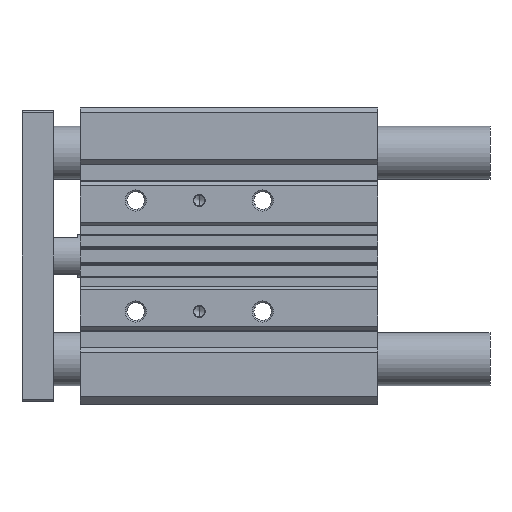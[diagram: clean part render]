
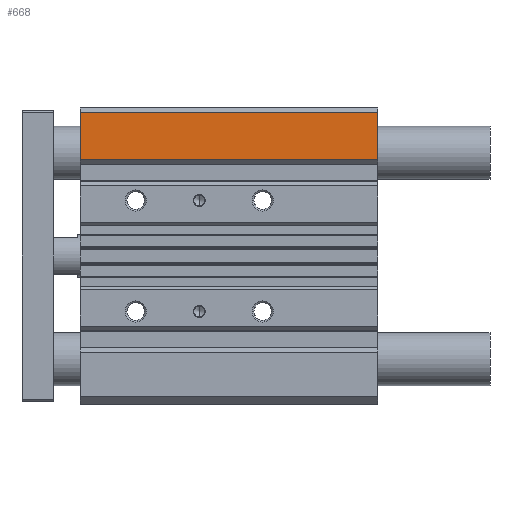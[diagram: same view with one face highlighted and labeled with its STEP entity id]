
A CAD part, front view. The second image highlights one B-rep face of the part: STEP entity #668.
In plain terms, the highlighted planar face has unit normal (0, -1, 0).
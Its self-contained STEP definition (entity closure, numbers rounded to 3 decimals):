
#169 = VECTOR ( 'NONE', #9445, 1000. ) ;
#442 = FACE_OUTER_BOUND ( 'NONE', #3981, .T. ) ;
#668 = ADVANCED_FACE ( 'NONE', ( #442 ), #5530, .T. ) ;
#712 = CARTESIAN_POINT ( 'NONE',  ( 0., -24., 36.4 ) ) ;
#1093 = ORIENTED_EDGE ( 'NONE', *, *, #12287, .T. ) ;
#1575 = VERTEX_POINT ( 'NONE', #3120 ) ;
#1690 = DIRECTION ( 'NONE',  ( -1., 0., 0. ) ) ;
#2235 = LINE ( 'NONE', #6054, #9963 ) ;
#2417 = ORIENTED_EDGE ( 'NONE', *, *, #3839, .T. ) ;
#2432 = ORIENTED_EDGE ( 'NONE', *, *, #12000, .F. ) ;
#3120 = CARTESIAN_POINT ( 'NONE',  ( 0., -24., 36.4 ) ) ;
#3167 = LINE ( 'NONE', #4045, #11815 ) ;
#3539 = DIRECTION ( 'NONE',  ( 0., 0., -1. ) ) ;
#3839 = EDGE_CURVE ( 'NONE', #6489, #11168, #3167, .T. ) ;
#3981 = EDGE_LOOP ( 'NONE', ( #4932, #2432, #2417, #1093 ) ) ;
#4045 = CARTESIAN_POINT ( 'NONE',  ( 112.5, -24., 36.4 ) ) ;
#4932 = ORIENTED_EDGE ( 'NONE', *, *, #10936, .T. ) ;
#5530 = PLANE ( 'NONE',  #5681 ) ;
#5586 = LINE ( 'NONE', #11463, #8156 ) ;
#5681 = AXIS2_PLACEMENT_3D ( 'NONE', #712, #9626, #3539 ) ;
#5726 = CARTESIAN_POINT ( 'NONE',  ( 112.5, -24., 54.2 ) ) ;
#6054 = CARTESIAN_POINT ( 'NONE',  ( 0., -24., 36.4 ) ) ;
#6251 = DIRECTION ( 'NONE',  ( 0., 0., -1. ) ) ;
#6489 = VERTEX_POINT ( 'NONE', #9326 ) ;
#8156 = VECTOR ( 'NONE', #1690, 1000. ) ;
#8610 = CARTESIAN_POINT ( 'NONE',  ( 0., -24., 54.2 ) ) ;
#8988 = DIRECTION ( 'NONE',  ( 0., 0., 1. ) ) ;
#9326 = CARTESIAN_POINT ( 'NONE',  ( 112.5, -24., 36.4 ) ) ;
#9445 = DIRECTION ( 'NONE',  ( -1., 0., 0. ) ) ;
#9626 = DIRECTION ( 'NONE',  ( 0., -1., 0. ) ) ;
#9963 = VECTOR ( 'NONE', #6251, 1000. ) ;
#10936 = EDGE_CURVE ( 'NONE', #12699, #1575, #2235, .T. ) ;
#11168 = VERTEX_POINT ( 'NONE', #5726 ) ;
#11463 = CARTESIAN_POINT ( 'NONE',  ( 0., -24., 54.2 ) ) ;
#11548 = LINE ( 'NONE', #12544, #169 ) ;
#11815 = VECTOR ( 'NONE', #8988, 1000. ) ;
#12000 = EDGE_CURVE ( 'NONE', #6489, #1575, #11548, .T. ) ;
#12287 = EDGE_CURVE ( 'NONE', #11168, #12699, #5586, .T. ) ;
#12544 = CARTESIAN_POINT ( 'NONE',  ( 0., -24., 36.4 ) ) ;
#12699 = VERTEX_POINT ( 'NONE', #8610 ) ;
